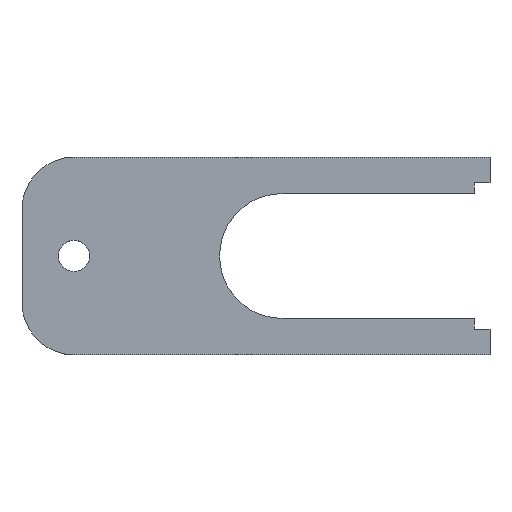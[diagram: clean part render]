
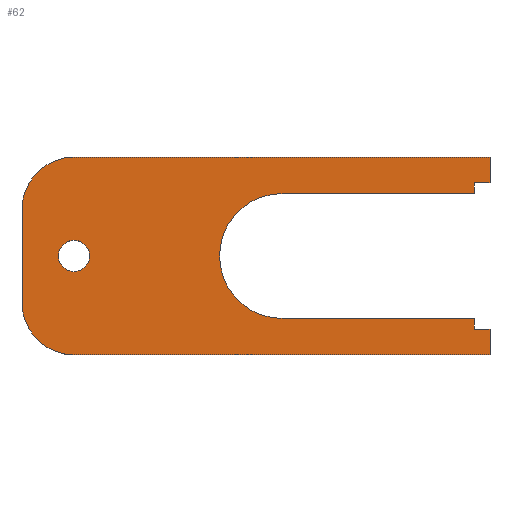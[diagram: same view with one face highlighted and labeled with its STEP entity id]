
A CAD part, top view. The second image highlights one B-rep face of the part: STEP entity #62.
In plain terms, the highlighted planar face has unit normal (0, 0, 1).
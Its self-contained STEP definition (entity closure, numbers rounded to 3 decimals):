
#46=FACE_BOUND('',#106,.T.);
#47=FACE_BOUND('',#107,.T.);
#52=CIRCLE('',#361,1.5);
#53=CIRCLE('',#362,5.);
#54=CIRCLE('',#363,5.);
#55=CIRCLE('',#364,6.);
#62=ADVANCED_FACE('',(#46,#47),#79,.T.);
#79=PLANE('',#365);
#106=EDGE_LOOP('',(#132));
#107=EDGE_LOOP('',(#133,#134,#135,#136,#137,#138,#139,#140,#141,#142,#143,
#144,#145,#146));
#132=ORIENTED_EDGE('',*,*,#250,.T.);
#133=ORIENTED_EDGE('',*,*,#251,.F.);
#134=ORIENTED_EDGE('',*,*,#252,.T.);
#135=ORIENTED_EDGE('',*,*,#253,.F.);
#136=ORIENTED_EDGE('',*,*,#254,.T.);
#137=ORIENTED_EDGE('',*,*,#255,.F.);
#138=ORIENTED_EDGE('',*,*,#247,.F.);
#139=ORIENTED_EDGE('',*,*,#256,.F.);
#140=ORIENTED_EDGE('',*,*,#244,.F.);
#141=ORIENTED_EDGE('',*,*,#257,.F.);
#142=ORIENTED_EDGE('',*,*,#258,.T.);
#143=ORIENTED_EDGE('',*,*,#259,.T.);
#144=ORIENTED_EDGE('',*,*,#260,.F.);
#145=ORIENTED_EDGE('',*,*,#261,.T.);
#146=ORIENTED_EDGE('',*,*,#262,.F.);
#214=VERTEX_POINT('',#477);
#215=VERTEX_POINT('',#479);
#216=VERTEX_POINT('',#483);
#218=VERTEX_POINT('',#486);
#220=VERTEX_POINT('',#492);
#221=VERTEX_POINT('',#494);
#222=VERTEX_POINT('',#495);
#223=VERTEX_POINT('',#497);
#224=VERTEX_POINT('',#499);
#225=VERTEX_POINT('',#501);
#226=VERTEX_POINT('',#505);
#227=VERTEX_POINT('',#507);
#228=VERTEX_POINT('',#509);
#229=VERTEX_POINT('',#511);
#230=VERTEX_POINT('',#513);
#244=EDGE_CURVE('',#214,#215,#288,.T.);
#247=EDGE_CURVE('',#216,#218,#291,.T.);
#250=EDGE_CURVE('',#220,#220,#52,.T.);
#251=EDGE_CURVE('',#221,#222,#294,.T.);
#252=EDGE_CURVE('',#221,#223,#53,.T.);
#253=EDGE_CURVE('',#224,#223,#295,.T.);
#254=EDGE_CURVE('',#224,#225,#54,.T.);
#255=EDGE_CURVE('',#218,#225,#296,.T.);
#256=EDGE_CURVE('',#215,#216,#297,.T.);
#257=EDGE_CURVE('',#226,#214,#298,.T.);
#258=EDGE_CURVE('',#226,#227,#55,.T.);
#259=EDGE_CURVE('',#227,#228,#299,.T.);
#260=EDGE_CURVE('',#229,#228,#300,.T.);
#261=EDGE_CURVE('',#229,#230,#301,.T.);
#262=EDGE_CURVE('',#222,#230,#302,.T.);
#288=LINE('',#478,#324);
#291=LINE('',#485,#327);
#294=LINE('',#493,#330);
#295=LINE('',#498,#331);
#296=LINE('',#502,#332);
#297=LINE('',#503,#333);
#298=LINE('',#504,#334);
#299=LINE('',#508,#335);
#300=LINE('',#510,#336);
#301=LINE('',#512,#337);
#302=LINE('',#514,#338);
#324=VECTOR('',#388,1.);
#327=VECTOR('',#393,1.);
#330=VECTOR('',#400,1.);
#331=VECTOR('',#403,1.);
#332=VECTOR('',#406,1.);
#333=VECTOR('',#407,1.);
#334=VECTOR('',#408,1.);
#335=VECTOR('',#411,1.);
#336=VECTOR('',#412,1.);
#337=VECTOR('',#413,1.);
#338=VECTOR('',#414,1.);
#361=AXIS2_PLACEMENT_3D('',#491,#398,#399);
#362=AXIS2_PLACEMENT_3D('',#496,#401,#402);
#363=AXIS2_PLACEMENT_3D('',#500,#404,#405);
#364=AXIS2_PLACEMENT_3D('',#506,#409,#410);
#365=AXIS2_PLACEMENT_3D('',#515,#415,#416);
#388=DIRECTION('',(0.,-1.,0.));
#393=DIRECTION('',(0.,-1.,0.));
#398=DIRECTION('',(0.,0.,-1.));
#399=DIRECTION('',(-1.,0.,0.));
#400=DIRECTION('',(1.,0.,0.));
#401=DIRECTION('',(0.,0.,1.));
#402=DIRECTION('',(1.,0.,0.));
#403=DIRECTION('',(0.,1.,0.));
#404=DIRECTION('',(0.,0.,1.));
#405=DIRECTION('',(1.,0.,0.));
#406=DIRECTION('',(-1.,0.,0.));
#407=DIRECTION('',(1.,0.,0.));
#408=DIRECTION('',(1.,0.,0.));
#409=DIRECTION('',(0.,0.,-1.));
#410=DIRECTION('',(-1.,0.,0.));
#411=DIRECTION('',(1.,0.,0.));
#412=DIRECTION('',(0.,-1.,0.));
#413=DIRECTION('',(1.,0.,0.));
#414=DIRECTION('',(0.,-1.,0.));
#415=DIRECTION('',(0.,0.,1.));
#416=DIRECTION('',(1.,0.,0.));
#477=CARTESIAN_POINT('',(43.5,3.5,1.5));
#478=CARTESIAN_POINT('',(43.5,16.55,1.5));
#479=CARTESIAN_POINT('',(43.5,2.45,1.5));
#483=CARTESIAN_POINT('',(45.,2.45,1.5));
#485=CARTESIAN_POINT('',(45.,9.5,1.5));
#486=CARTESIAN_POINT('',(45.,0.,1.5));
#491=CARTESIAN_POINT('',(5.,9.5,1.5));
#492=CARTESIAN_POINT('',(3.5,9.5,1.5));
#493=CARTESIAN_POINT('',(22.5,19.,1.5));
#494=CARTESIAN_POINT('',(5.,19.,1.5));
#495=CARTESIAN_POINT('',(45.,19.,1.5));
#496=CARTESIAN_POINT('',(5.,14.,1.5));
#497=CARTESIAN_POINT('',(0.,14.,1.5));
#498=CARTESIAN_POINT('',(0.,9.5,1.5));
#499=CARTESIAN_POINT('',(0.,5.,1.5));
#500=CARTESIAN_POINT('',(5.,5.,1.5));
#501=CARTESIAN_POINT('',(5.,0.,1.5));
#502=CARTESIAN_POINT('',(22.5,0.,1.5));
#503=CARTESIAN_POINT('',(43.5,2.45,1.5));
#504=CARTESIAN_POINT('',(25.,3.5,1.5));
#505=CARTESIAN_POINT('',(25.,3.5,1.5));
#506=CARTESIAN_POINT('',(25.,9.5,1.5));
#507=CARTESIAN_POINT('',(25.,15.5,1.5));
#508=CARTESIAN_POINT('',(25.,15.5,1.5));
#509=CARTESIAN_POINT('',(43.5,15.5,1.5));
#510=CARTESIAN_POINT('',(43.5,16.55,1.5));
#511=CARTESIAN_POINT('',(43.5,16.55,1.5));
#512=CARTESIAN_POINT('',(43.5,16.55,1.5));
#513=CARTESIAN_POINT('',(45.,16.55,1.5));
#514=CARTESIAN_POINT('',(45.,9.5,1.5));
#515=CARTESIAN_POINT('',(22.5,9.5,1.5));
